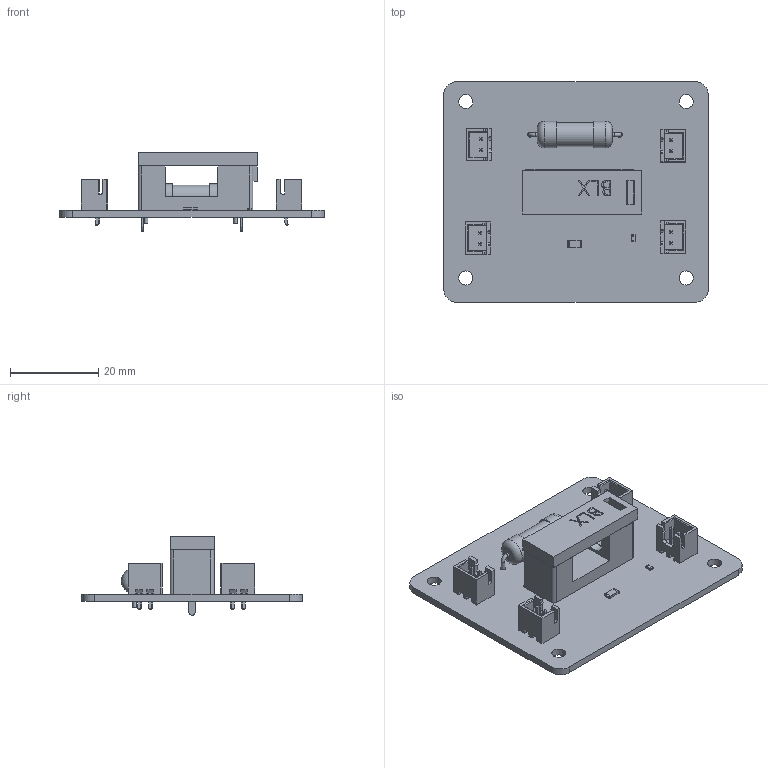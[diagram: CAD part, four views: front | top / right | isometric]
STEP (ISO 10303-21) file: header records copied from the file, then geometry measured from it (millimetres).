
FILE_DESCRIPTION(('KiCad electronic assembly'),'2;1');
FILE_NAME('firstki.step','2025-01-27T22:06:44',('Pcbnew'),('Kicad'), 'Open CASCADE STEP processor 7.8','KiCad to STEP converter','Unknown' );
FILE_SCHEMA(('AUTOMOTIVE_DESIGN { 1 0 10303 214 1 1 1 1 }'));
Length unit declared in the file: millimetre
Products named in the file (12): firstki 1; R_1206_3216Metric; JST_XH_B2B-XH-A_1x02_P2.50mm_Vertical; JST_B2B_XH_A; R_0603_1608Metric; Fuse Holder; Fuse Holder v1; R_Axial_DIN0617_L17.0mm_D6.0mm_P20.32mm_Horizontal; R_Axial_DIN0617_L170mm_D60mm_P2032mm_Horizontal; firstki_PCB
Assembly tree (14 placements, depth 3):
  firstki 1
    R_1206_3216Metric
      R_1206_3216Metric
    JST_XH_B2B-XH-A_1x02_P2.50mm_Vertical  x4
      JST_B2B_XH_A
    R_0603_1608Metric
      R_0603_1608Metric
    Fuse Holder
      Fuse Holder v1
    R_Axial_DIN0617_L17.0mm_D6.0mm_P20.32mm_Horizontal
      R_Axial_DIN0617_L170mm_D60mm_P2032mm_Horizontal
    firstki_PCB
Bounding box: 60 x 50 x 17.8 mm (x, y, z)
Volume: 7363.1 mm3; surface area: 10922.1 mm2
Topology: 10 solids, 10 shells, 581 faces, 1546 edges, 1012 vertices
Faces by surface type: plane 499, cylinder 69, bspline 9, torus 4
Full cylindrical faces by diameter (mm): 0.8 x4, 1 x8, 1.2 x2, 1.5 x2, 3.2 x4, 5.4 x1, 6 x2
Entity records: 12405 total; most frequent: CARTESIAN_POINT 2263, ORIENTED_EDGE 1658, DIRECTION 1573, EDGE_CURVE 829, LINE 689, VECTOR 689, VERTEX_POINT 544, AXIS2_PLACEMENT_3D 442
